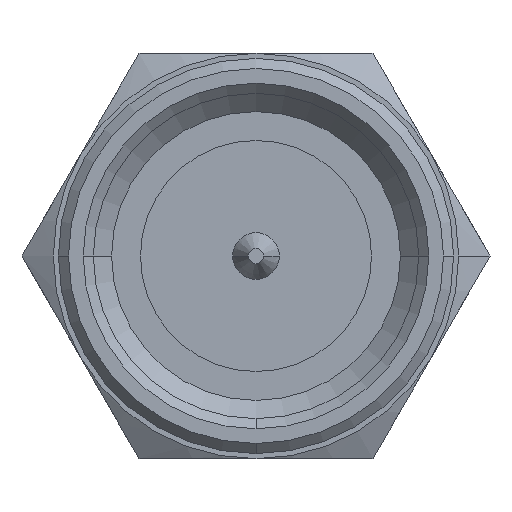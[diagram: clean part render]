
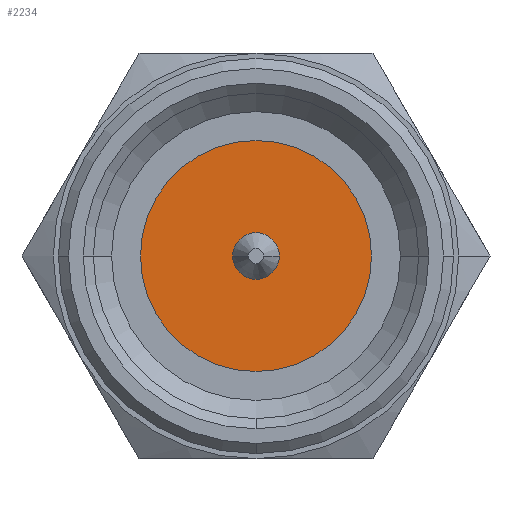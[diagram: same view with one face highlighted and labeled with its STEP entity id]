
A CAD part, left-side view. The second image highlights one B-rep face of the part: STEP entity #2234.
In plain terms, the highlighted planar face has unit normal (-1, 0, 0).
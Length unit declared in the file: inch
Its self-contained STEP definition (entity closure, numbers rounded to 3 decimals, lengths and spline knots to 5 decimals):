
#101 = DIRECTION ( 'NONE',  ( -1., 0., 0. ) ) ;
#131 = DIRECTION ( 'NONE',  ( -1., 0., 0. ) ) ;
#152 = CARTESIAN_POINT ( 'NONE',  ( 0.11811, 0.01811, 0. ) ) ;
#360 = CIRCLE ( 'NONE', #3269, 0.01811 ) ;
#397 = VERTEX_POINT ( 'NONE', #3946 ) ;
#419 = EDGE_CURVE ( 'NONE', #2320, #4329, #3470, .T. ) ;
#462 = ORIENTED_EDGE ( 'NONE', *, *, #1742, .T. ) ;
#483 = CARTESIAN_POINT ( 'NONE',  ( 0.11811, 0., 0. ) ) ;
#581 = CARTESIAN_POINT ( 'NONE',  ( 0.11811, 0., 0. ) ) ;
#796 = CARTESIAN_POINT ( 'NONE',  ( 0.11811, 0., 0. ) ) ;
#901 = AXIS2_PLACEMENT_3D ( 'NONE', #796, #101, #3000 ) ;
#912 = DIRECTION ( 'NONE',  ( -1., 0., 0. ) ) ;
#1108 = CARTESIAN_POINT ( 'NONE',  ( 0.11811, 0., 0. ) ) ;
#1116 = EDGE_LOOP ( 'NONE', ( #3118, #4671 ) ) ;
#1285 = CIRCLE ( 'NONE', #901, 0.08976 ) ;
#1330 = EDGE_CURVE ( 'NONE', #397, #1719, #3508, .T. ) ;
#1398 = PLANE ( 'NONE',  #4159 ) ;
#1538 = EDGE_LOOP ( 'NONE', ( #462, #2381 ) ) ;
#1719 = VERTEX_POINT ( 'NONE', #152 ) ;
#1742 = EDGE_CURVE ( 'NONE', #2320, #4329, #1285, .T. ) ;
#1760 = FACE_BOUND ( 'NONE', #1116, .T. ) ;
#1860 = AXIS2_PLACEMENT_3D ( 'NONE', #581, #2788, #2844 ) ;
#2138 = DIRECTION ( 'NONE',  ( 0., 0., 1. ) ) ;
#2234 = ADVANCED_FACE ( 'NONE', ( #1760, #3222 ), #1398, .T. ) ;
#2320 = VERTEX_POINT ( 'NONE', #3353 ) ;
#2381 = ORIENTED_EDGE ( 'NONE', *, *, #419, .F. ) ;
#2398 = CARTESIAN_POINT ( 'NONE',  ( 0.11811, 0., 0. ) ) ;
#2611 = EDGE_CURVE ( 'NONE', #1719, #397, #360, .T. ) ;
#2788 = DIRECTION ( 'NONE',  ( 1., 0., 0. ) ) ;
#2844 = DIRECTION ( 'NONE',  ( 0., 1., 0. ) ) ;
#2998 = CARTESIAN_POINT ( 'NONE',  ( 0.11811, -0.08976, 0. ) ) ;
#3000 = DIRECTION ( 'NONE',  ( 0., 1., 0. ) ) ;
#3118 = ORIENTED_EDGE ( 'NONE', *, *, #1330, .F. ) ;
#3222 = FACE_OUTER_BOUND ( 'NONE', #1538, .T. ) ;
#3269 = AXIS2_PLACEMENT_3D ( 'NONE', #2398, #912, #3888 ) ;
#3353 = CARTESIAN_POINT ( 'NONE',  ( 0.11811, 0.08976, 0. ) ) ;
#3470 = CIRCLE ( 'NONE', #1860, 0.08976 ) ;
#3508 = CIRCLE ( 'NONE', #3731, 0.01811 ) ;
#3731 = AXIS2_PLACEMENT_3D ( 'NONE', #483, #131, #4514 ) ;
#3888 = DIRECTION ( 'NONE',  ( 0., 1., 0. ) ) ;
#3946 = CARTESIAN_POINT ( 'NONE',  ( 0.11811, -0.01811, 0. ) ) ;
#3965 = DIRECTION ( 'NONE',  ( -1., 0., 0. ) ) ;
#4159 = AXIS2_PLACEMENT_3D ( 'NONE', #1108, #3965, #2138 ) ;
#4329 = VERTEX_POINT ( 'NONE', #2998 ) ;
#4514 = DIRECTION ( 'NONE',  ( 0., -1., 0. ) ) ;
#4671 = ORIENTED_EDGE ( 'NONE', *, *, #2611, .F. ) ;
